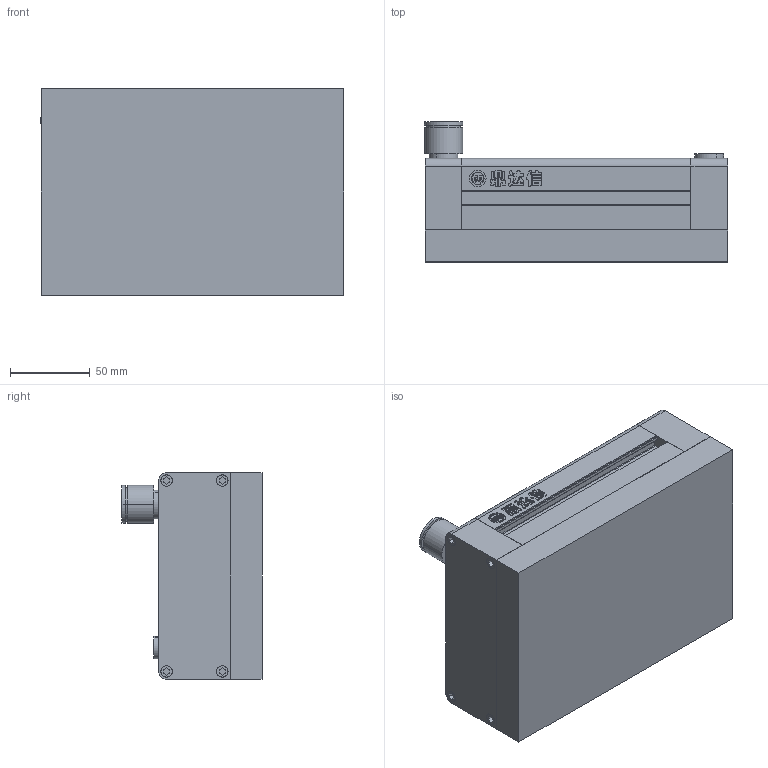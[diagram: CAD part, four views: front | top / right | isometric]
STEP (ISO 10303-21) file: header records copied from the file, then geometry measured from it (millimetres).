
FILE_DESCRIPTION (( 'STEP AP214' ), '1' );
FILE_NAME ('TPC-CV-130x190-3R-20.STEP', '2024-05-23T07:58:00', ( '' ), ( '' ), 'SwSTEP 2.0', 'SolidWorks 2023', '' );
FILE_SCHEMA (( 'AUTOMOTIVE_DESIGN' ));
Length unit declared in the file: millimetre
Products named in the file (2): TPC-CV-130x226-3R-20B; TPC-CV-130x190-3R-20
Assembly tree (1 placements, depth 2):
  TPC-CV-130x190-3R-20
    TPC-CV-130x226-3R-20B
Bounding box: 190.5 x 88 x 130 mm (x, y, z)
Volume: 1541784.2 mm3; surface area: 183827.1 mm2
Topology: 4 solids, 4 shells, 676 faces, 1776 edges, 1184 vertices
Faces by surface type: plane 354, bspline 184, cylinder 138
Entity records: 33710 total; most frequent: CARTESIAN_POINT 17908, ORIENTED_EDGE 3552, DIRECTION 2672, EDGE_CURVE 1776, VERTEX_POINT 1184, VECTOR 1128, LINE 1128, AXIS2_PLACEMENT_3D 772
